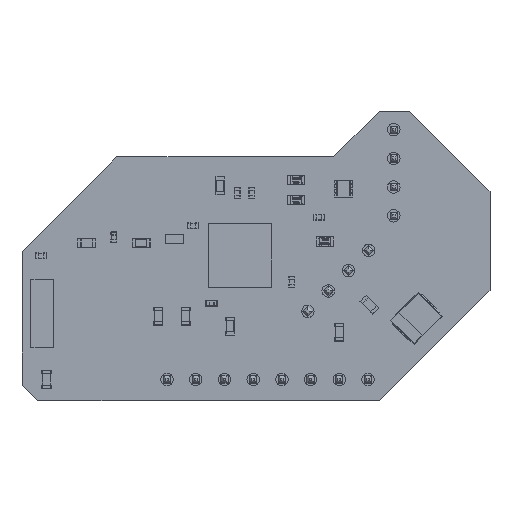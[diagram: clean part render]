
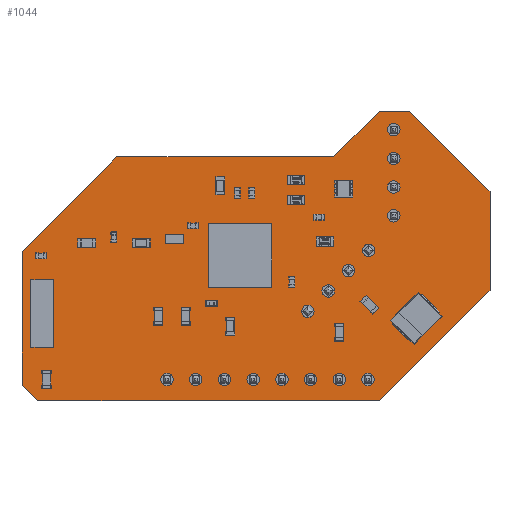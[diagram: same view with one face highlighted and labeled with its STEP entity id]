
A CAD part, top view. The second image highlights one B-rep face of the part: STEP entity #1044.
In plain terms, the highlighted planar face has unit normal (0, 0, 1).
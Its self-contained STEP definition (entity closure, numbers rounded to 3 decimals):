
#147 = VERTEX_POINT('',#148);
#148 = CARTESIAN_POINT('',(0.,1.406,0.));
#154 = EDGE_CURVE('',#147,#155,#157,.T.);
#155 = VERTEX_POINT('',#156);
#156 = CARTESIAN_POINT('',(0.,13.199,0.));
#157 = LINE('',#158,#159);
#158 = CARTESIAN_POINT('',(0.,1.406,0.));
#159 = VECTOR('',#160,1.);
#160 = DIRECTION('',(0.,1.,0.));
#185 = EDGE_CURVE('',#155,#186,#188,.T.);
#186 = VERTEX_POINT('',#187);
#187 = CARTESIAN_POINT('',(8.391,21.59,0.));
#188 = LINE('',#189,#190);
#189 = CARTESIAN_POINT('',(0.,13.199,0.));
#190 = VECTOR('',#191,1.);
#191 = DIRECTION('',(0.707,0.707,0.));
#216 = EDGE_CURVE('',#186,#217,#219,.T.);
#217 = VERTEX_POINT('',#218);
#218 = CARTESIAN_POINT('',(27.568,21.59,0.));
#219 = LINE('',#220,#221);
#220 = CARTESIAN_POINT('',(8.391,21.59,0.));
#221 = VECTOR('',#222,1.);
#222 = DIRECTION('',(1.,0.,0.));
#247 = EDGE_CURVE('',#217,#248,#250,.T.);
#248 = VERTEX_POINT('',#249);
#249 = CARTESIAN_POINT('',(31.632,25.654,0.));
#250 = LINE('',#251,#252);
#251 = CARTESIAN_POINT('',(27.568,21.59,0.));
#252 = VECTOR('',#253,1.);
#253 = DIRECTION('',(0.707,0.707,0.));
#278 = EDGE_CURVE('',#248,#279,#281,.T.);
#279 = VERTEX_POINT('',#280);
#280 = CARTESIAN_POINT('',(34.299,25.654,0.));
#281 = LINE('',#282,#283);
#282 = CARTESIAN_POINT('',(31.632,25.654,0.));
#283 = VECTOR('',#284,1.);
#284 = DIRECTION('',(1.,0.,0.));
#309 = EDGE_CURVE('',#279,#310,#312,.T.);
#310 = VERTEX_POINT('',#311);
#311 = CARTESIAN_POINT('',(41.411,18.542,0.));
#312 = LINE('',#313,#314);
#313 = CARTESIAN_POINT('',(34.299,25.654,0.));
#314 = VECTOR('',#315,1.);
#315 = DIRECTION('',(0.707,-0.707,0.));
#340 = EDGE_CURVE('',#310,#341,#343,.T.);
#341 = VERTEX_POINT('',#342);
#342 = CARTESIAN_POINT('',(41.411,9.779,0.));
#343 = LINE('',#344,#345);
#344 = CARTESIAN_POINT('',(41.411,18.542,0.));
#345 = VECTOR('',#346,1.);
#346 = DIRECTION('',(0.,-1.,0.));
#371 = EDGE_CURVE('',#341,#372,#374,.T.);
#372 = VERTEX_POINT('',#373);
#373 = CARTESIAN_POINT('',(31.632,0.,0.));
#374 = LINE('',#375,#376);
#375 = CARTESIAN_POINT('',(41.411,9.779,0.));
#376 = VECTOR('',#377,1.);
#377 = DIRECTION('',(-0.707,-0.707,0.));
#402 = EDGE_CURVE('',#372,#403,#405,.T.);
#403 = VERTEX_POINT('',#404);
#404 = CARTESIAN_POINT('',(1.406,0.,0.));
#405 = LINE('',#406,#407);
#406 = CARTESIAN_POINT('',(31.632,0.,0.));
#407 = VECTOR('',#408,1.);
#408 = DIRECTION('',(-1.,0.,0.));
#433 = EDGE_CURVE('',#403,#147,#434,.T.);
#434 = LINE('',#435,#436);
#435 = CARTESIAN_POINT('',(1.406,0.,0.));
#436 = VECTOR('',#437,1.);
#437 = DIRECTION('',(-0.707,0.707,0.));
#457 = VERTEX_POINT('',#458);
#458 = CARTESIAN_POINT('',(15.926,1.905,0.));
#464 = EDGE_CURVE('',#457,#457,#465,.T.);
#465 = CIRCLE('',#466,0.55);
#466 = AXIS2_PLACEMENT_3D('',#467,#468,#469);
#467 = CARTESIAN_POINT('',(15.376,1.905,0.));
#468 = DIRECTION('',(0.,0.,1.));
#469 = DIRECTION('',(1.,0.,0.));
#490 = VERTEX_POINT('',#491);
#491 = CARTESIAN_POINT('',(13.386,1.905,0.));
#497 = EDGE_CURVE('',#490,#490,#498,.T.);
#498 = CIRCLE('',#499,0.55);
#499 = AXIS2_PLACEMENT_3D('',#500,#501,#502);
#500 = CARTESIAN_POINT('',(12.836,1.905,0.));
#501 = DIRECTION('',(0.,0.,1.));
#502 = DIRECTION('',(1.,0.,0.));
#523 = VERTEX_POINT('',#524);
#524 = CARTESIAN_POINT('',(21.006,1.905,0.));
#530 = EDGE_CURVE('',#523,#523,#531,.T.);
#531 = CIRCLE('',#532,0.55);
#532 = AXIS2_PLACEMENT_3D('',#533,#534,#535);
#533 = CARTESIAN_POINT('',(20.456,1.905,0.));
#534 = DIRECTION('',(0.,0.,1.));
#535 = DIRECTION('',(1.,0.,0.));
#556 = VERTEX_POINT('',#557);
#557 = CARTESIAN_POINT('',(18.466,1.905,0.));
#563 = EDGE_CURVE('',#556,#556,#564,.T.);
#564 = CIRCLE('',#565,0.55);
#565 = AXIS2_PLACEMENT_3D('',#566,#567,#568);
#566 = CARTESIAN_POINT('',(17.916,1.905,0.));
#567 = DIRECTION('',(0.,0.,1.));
#568 = DIRECTION('',(1.,0.,0.));
#589 = VERTEX_POINT('',#590);
#590 = CARTESIAN_POINT('',(23.546,1.905,0.));
#596 = EDGE_CURVE('',#589,#589,#597,.T.);
#597 = CIRCLE('',#598,0.55);
#598 = AXIS2_PLACEMENT_3D('',#599,#600,#601);
#599 = CARTESIAN_POINT('',(22.996,1.905,0.));
#600 = DIRECTION('',(0.,0.,1.));
#601 = DIRECTION('',(1.,0.,0.));
#622 = VERTEX_POINT('',#623);
#623 = CARTESIAN_POINT('',(25.846,7.936,0.));
#629 = EDGE_CURVE('',#622,#622,#630,.T.);
#630 = CIRCLE('',#631,0.55);
#631 = AXIS2_PLACEMENT_3D('',#632,#633,#634);
#632 = CARTESIAN_POINT('',(25.296,7.936,0.));
#633 = DIRECTION('',(0.,0.,1.));
#634 = DIRECTION('',(1.,0.,0.));
#655 = VERTEX_POINT('',#656);
#656 = CARTESIAN_POINT('',(26.086,1.905,0.));
#662 = EDGE_CURVE('',#655,#655,#663,.T.);
#663 = CIRCLE('',#664,0.55);
#664 = AXIS2_PLACEMENT_3D('',#665,#666,#667);
#665 = CARTESIAN_POINT('',(25.536,1.905,0.));
#666 = DIRECTION('',(0.,0.,1.));
#667 = DIRECTION('',(1.,0.,0.));
#688 = VERTEX_POINT('',#689);
#689 = CARTESIAN_POINT('',(27.642,9.732,0.));
#695 = EDGE_CURVE('',#688,#688,#696,.T.);
#696 = CIRCLE('',#697,0.55);
#697 = AXIS2_PLACEMENT_3D('',#698,#699,#700);
#698 = CARTESIAN_POINT('',(27.092,9.732,0.));
#699 = DIRECTION('',(0.,0.,1.));
#700 = DIRECTION('',(1.,0.,0.));
#721 = VERTEX_POINT('',#722);
#722 = CARTESIAN_POINT('',(28.626,1.905,0.));
#728 = EDGE_CURVE('',#721,#721,#729,.T.);
#729 = CIRCLE('',#730,0.55);
#730 = AXIS2_PLACEMENT_3D('',#731,#732,#733);
#731 = CARTESIAN_POINT('',(28.076,1.905,0.));
#732 = DIRECTION('',(0.,0.,1.));
#733 = DIRECTION('',(1.,0.,0.));
#754 = VERTEX_POINT('',#755);
#755 = CARTESIAN_POINT('',(29.438,11.528,0.));
#761 = EDGE_CURVE('',#754,#754,#762,.T.);
#762 = CIRCLE('',#763,0.55);
#763 = AXIS2_PLACEMENT_3D('',#764,#765,#766);
#764 = CARTESIAN_POINT('',(28.888,11.528,0.));
#765 = DIRECTION('',(0.,0.,1.));
#766 = DIRECTION('',(1.,0.,0.));
#787 = VERTEX_POINT('',#788);
#788 = CARTESIAN_POINT('',(31.166,1.905,0.));
#794 = EDGE_CURVE('',#787,#787,#795,.T.);
#795 = CIRCLE('',#796,0.55);
#796 = AXIS2_PLACEMENT_3D('',#797,#798,#799);
#797 = CARTESIAN_POINT('',(30.616,1.905,0.));
#798 = DIRECTION('',(0.,0.,1.));
#799 = DIRECTION('',(1.,0.,0.));
#820 = VERTEX_POINT('',#821);
#821 = CARTESIAN_POINT('',(31.234,13.324,0.));
#827 = EDGE_CURVE('',#820,#820,#828,.T.);
#828 = CIRCLE('',#829,0.55);
#829 = AXIS2_PLACEMENT_3D('',#830,#831,#832);
#830 = CARTESIAN_POINT('',(30.684,13.324,0.));
#831 = DIRECTION('',(0.,0.,1.));
#832 = DIRECTION('',(1.,0.,0.));
#853 = VERTEX_POINT('',#854);
#854 = CARTESIAN_POINT('',(33.452,21.463,0.));
#860 = EDGE_CURVE('',#853,#853,#861,.T.);
#861 = CIRCLE('',#862,0.55);
#862 = AXIS2_PLACEMENT_3D('',#863,#864,#865);
#863 = CARTESIAN_POINT('',(32.902,21.463,0.));
#864 = DIRECTION('',(0.,0.,1.));
#865 = DIRECTION('',(1.,0.,0.));
#886 = VERTEX_POINT('',#887);
#887 = CARTESIAN_POINT('',(33.452,24.003,0.));
#893 = EDGE_CURVE('',#886,#886,#894,.T.);
#894 = CIRCLE('',#895,0.55);
#895 = AXIS2_PLACEMENT_3D('',#896,#897,#898);
#896 = CARTESIAN_POINT('',(32.902,24.003,0.));
#897 = DIRECTION('',(0.,0.,1.));
#898 = DIRECTION('',(1.,0.,0.));
#919 = VERTEX_POINT('',#920);
#920 = CARTESIAN_POINT('',(33.452,16.383,0.));
#926 = EDGE_CURVE('',#919,#919,#927,.T.);
#927 = CIRCLE('',#928,0.55);
#928 = AXIS2_PLACEMENT_3D('',#929,#930,#931);
#929 = CARTESIAN_POINT('',(32.902,16.383,0.));
#930 = DIRECTION('',(0.,0.,1.));
#931 = DIRECTION('',(1.,0.,0.));
#952 = VERTEX_POINT('',#953);
#953 = CARTESIAN_POINT('',(33.452,18.923,0.));
#959 = EDGE_CURVE('',#952,#952,#960,.T.);
#960 = CIRCLE('',#961,0.55);
#961 = AXIS2_PLACEMENT_3D('',#962,#963,#964);
#962 = CARTESIAN_POINT('',(32.902,18.923,0.));
#963 = DIRECTION('',(0.,0.,1.));
#964 = DIRECTION('',(1.,0.,0.));
#1044 = ADVANCED_FACE('',(#1045,#1057,#1060,#1063,#1066,#1069,#1072,
    #1075,#1078,#1081,#1084,#1087,#1090,#1093,#1096,#1099,#1102),#1105,
  .T.);
#1045 = FACE_BOUND('',#1046,.F.);
#1046 = EDGE_LOOP('',(#1047,#1048,#1049,#1050,#1051,#1052,#1053,#1054,
    #1055,#1056));
#1047 = ORIENTED_EDGE('',*,*,#154,.T.);
#1048 = ORIENTED_EDGE('',*,*,#185,.T.);
#1049 = ORIENTED_EDGE('',*,*,#216,.T.);
#1050 = ORIENTED_EDGE('',*,*,#247,.T.);
#1051 = ORIENTED_EDGE('',*,*,#278,.T.);
#1052 = ORIENTED_EDGE('',*,*,#309,.T.);
#1053 = ORIENTED_EDGE('',*,*,#340,.T.);
#1054 = ORIENTED_EDGE('',*,*,#371,.T.);
#1055 = ORIENTED_EDGE('',*,*,#402,.T.);
#1056 = ORIENTED_EDGE('',*,*,#433,.T.);
#1057 = FACE_BOUND('',#1058,.T.);
#1058 = EDGE_LOOP('',(#1059));
#1059 = ORIENTED_EDGE('',*,*,#464,.F.);
#1060 = FACE_BOUND('',#1061,.T.);
#1061 = EDGE_LOOP('',(#1062));
#1062 = ORIENTED_EDGE('',*,*,#497,.F.);
#1063 = FACE_BOUND('',#1064,.T.);
#1064 = EDGE_LOOP('',(#1065));
#1065 = ORIENTED_EDGE('',*,*,#530,.F.);
#1066 = FACE_BOUND('',#1067,.T.);
#1067 = EDGE_LOOP('',(#1068));
#1068 = ORIENTED_EDGE('',*,*,#563,.F.);
#1069 = FACE_BOUND('',#1070,.T.);
#1070 = EDGE_LOOP('',(#1071));
#1071 = ORIENTED_EDGE('',*,*,#596,.F.);
#1072 = FACE_BOUND('',#1073,.T.);
#1073 = EDGE_LOOP('',(#1074));
#1074 = ORIENTED_EDGE('',*,*,#629,.F.);
#1075 = FACE_BOUND('',#1076,.T.);
#1076 = EDGE_LOOP('',(#1077));
#1077 = ORIENTED_EDGE('',*,*,#662,.F.);
#1078 = FACE_BOUND('',#1079,.T.);
#1079 = EDGE_LOOP('',(#1080));
#1080 = ORIENTED_EDGE('',*,*,#695,.F.);
#1081 = FACE_BOUND('',#1082,.T.);
#1082 = EDGE_LOOP('',(#1083));
#1083 = ORIENTED_EDGE('',*,*,#728,.F.);
#1084 = FACE_BOUND('',#1085,.T.);
#1085 = EDGE_LOOP('',(#1086));
#1086 = ORIENTED_EDGE('',*,*,#761,.F.);
#1087 = FACE_BOUND('',#1088,.T.);
#1088 = EDGE_LOOP('',(#1089));
#1089 = ORIENTED_EDGE('',*,*,#794,.F.);
#1090 = FACE_BOUND('',#1091,.T.);
#1091 = EDGE_LOOP('',(#1092));
#1092 = ORIENTED_EDGE('',*,*,#827,.F.);
#1093 = FACE_BOUND('',#1094,.T.);
#1094 = EDGE_LOOP('',(#1095));
#1095 = ORIENTED_EDGE('',*,*,#860,.F.);
#1096 = FACE_BOUND('',#1097,.T.);
#1097 = EDGE_LOOP('',(#1098));
#1098 = ORIENTED_EDGE('',*,*,#893,.F.);
#1099 = FACE_BOUND('',#1100,.T.);
#1100 = EDGE_LOOP('',(#1101));
#1101 = ORIENTED_EDGE('',*,*,#926,.F.);
#1102 = FACE_BOUND('',#1103,.T.);
#1103 = EDGE_LOOP('',(#1104));
#1104 = ORIENTED_EDGE('',*,*,#959,.F.);
#1105 = PLANE('',#1106);
#1106 = AXIS2_PLACEMENT_3D('',#1107,#1108,#1109);
#1107 = CARTESIAN_POINT('',(0.,1.406,0.));
#1108 = DIRECTION('',(0.,0.,1.));
#1109 = DIRECTION('',(1.,0.,0.));
